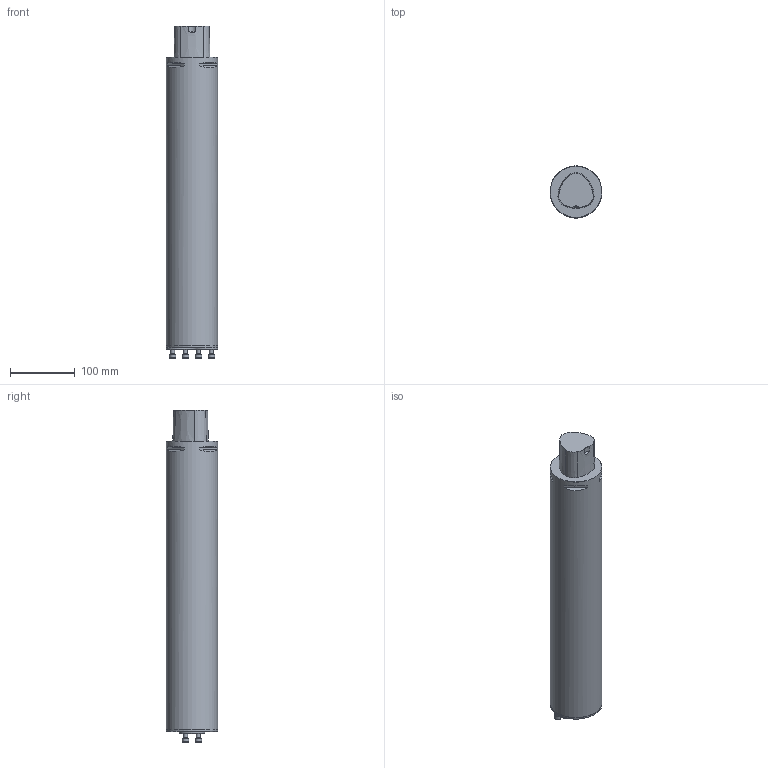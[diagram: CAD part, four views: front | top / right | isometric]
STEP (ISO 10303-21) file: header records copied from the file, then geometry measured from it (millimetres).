
FILE_DESCRIPTION(/* description */ (''),/* implementation_level */ '2;1');
FILE_NAME(/* name */ 'TOOLCOMP_1.STP',/* time_stamp */ '2025-01-21T13:55:06+01:00',/* author */ (''),/* organization */ ('SMS'),/* preprocessor_version */ 'ST-DEVELOPER v16.7',/* originating_system */ 'SIEMENS PLM Software NX 12.0',/* authorisation */ '');
FILE_SCHEMA (('AUTOMOTIVE_DESIGN { 1 0 10303 214 3 1 1 1 }'));
Length unit declared in the file: millimetre
Products named in the file (1): TOOLCOMP_1
Bounding box: 80 x 80 x 513 mm (x, y, z)
Volume: 2374636.2 mm3; surface area: 134677.5 mm2
Topology: 1 solids, 1 shells, 317 faces, 790 edges, 491 vertices
Faces by surface type: plane 138, extrusion 72, cone 55, cylinder 27, torus 21, bspline 4
Full cylindrical faces by diameter (mm): 6 x6, 10 x6, 80 x2
Entity records: 12885 total; most frequent: CARTESIAN_POINT 5484, DIRECTION 1518, ORIENTED_EDGE 1482, EDGE_CURVE 741, AXIS2_PLACEMENT_3D 596, VERTEX_POINT 484, EDGE_LOOP 369, VECTOR 326
